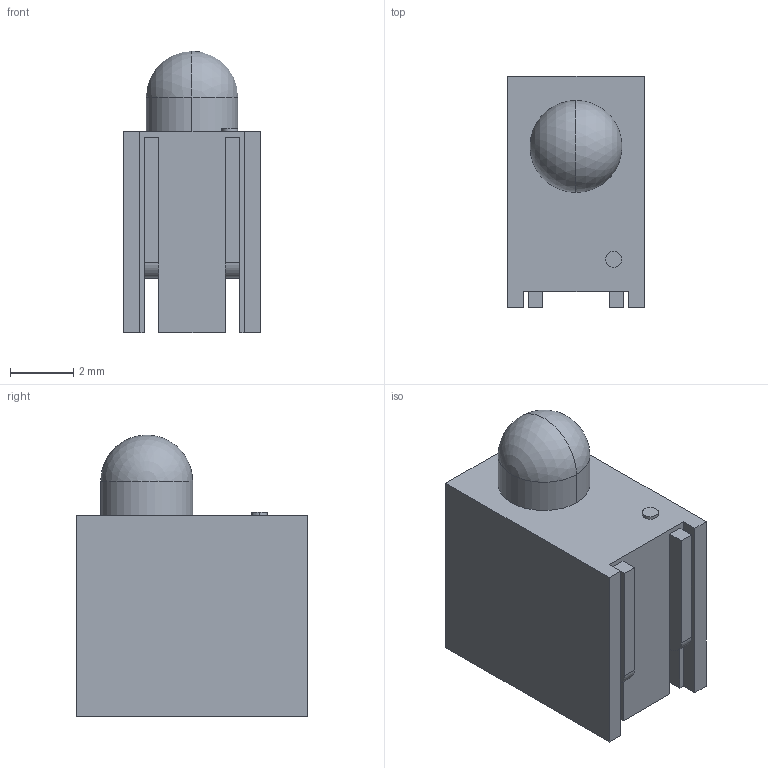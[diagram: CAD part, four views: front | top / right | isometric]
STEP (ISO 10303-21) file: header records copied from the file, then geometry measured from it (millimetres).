
FILE_DESCRIPTION (( 'STEP AP214' ), '1' );
FILE_NAME ('W93A8EWP.STEP', '2008-09-07T17:42:27', ( '' ), ( '' ), 'SwSTEP 2.0', 'SolidWorks 2008', '' );
FILE_SCHEMA (( 'AUTOMOTIVE_DESIGN' ));
Length unit declared in the file: millimetre
Products named in the file (1): W93A8EWP
Bounding box: 4.32 x 7.3 x 8.89 mm (x, y, z)
Volume: 193.7 mm3; surface area: 287.8 mm2
Topology: 1 solids, 1 shells, 322 faces, 869 edges, 577 vertices
Faces by surface type: plane 196, bspline 116, cylinder 8, sphere 2
Entity records: 18898 total; most frequent: CARTESIAN_POINT 8151, ORIENTED_EDGE 1730, DIRECTION 1065, EDGE_CURVE 865, VECTOR 615, LINE 615, VERTEX_POINT 575, EDGE_LOOP 352
